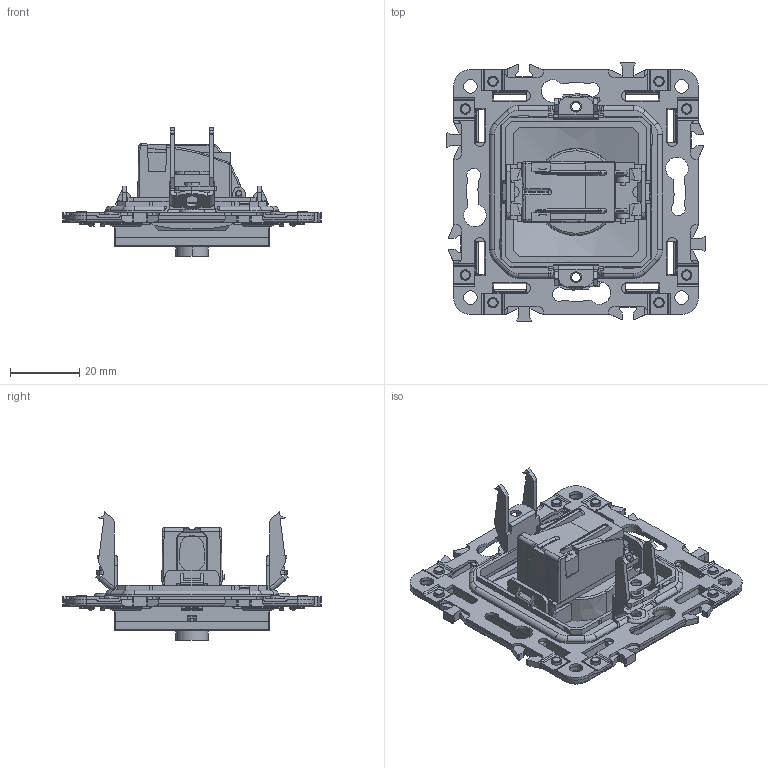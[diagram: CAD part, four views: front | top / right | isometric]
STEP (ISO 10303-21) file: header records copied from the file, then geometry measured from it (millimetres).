
FILE_DESCRIPTION (( 'STEP AP203' ), '1' );
FILE_NAME ('SKANDY Ðîç. TV.STEP', '2025-02-16T19:14:27', ( '' ), ( '' ), 'SwSTEP 2.0', 'SolidWorks 2022', '' );
FILE_SCHEMA (( 'CONFIG_CONTROL_DESIGN' ));
Length unit declared in the file: millimetre
Products named in the file (1): SKANDY Роз. TV
Bounding box: 74.7 x 74.7 x 37.16 mm (x, y, z)
Volume: 27710 mm3; surface area: 38923.3 mm2
Topology: 14 solids, 14 shells, 2633 faces, 7462 edges, 4817 vertices
Faces by surface type: plane 1598, cylinder 782, bspline 100, cone 79, torus 66, sphere 8
Entity records: 89432 total; most frequent: CARTESIAN_POINT 22322, ORIENTED_EDGE 14900, DIRECTION 13061, EDGE_CURVE 7450, VECTOR 5109, LINE 5109, VERTEX_POINT 4817, AXIS2_PLACEMENT_3D 3976
